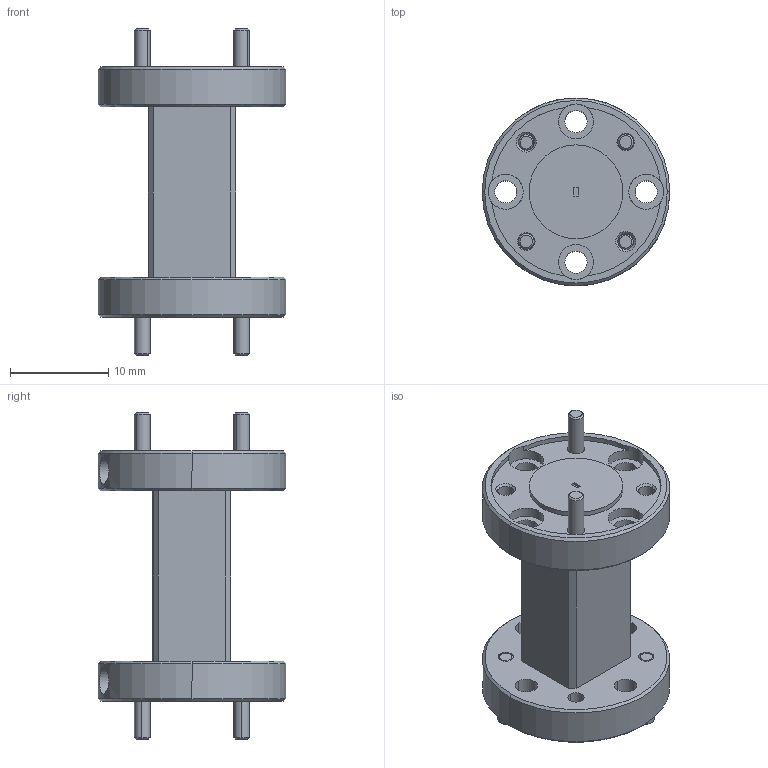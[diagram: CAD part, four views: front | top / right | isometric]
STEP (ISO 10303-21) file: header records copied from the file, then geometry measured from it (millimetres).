
FILE_DESCRIPTION (( 'STEP AP203' ), '1' );
FILE_NAME ('TA-F03-A.STEP', '2022-04-07T21:52:59', ( '' ), ( '' ), 'SwSTEP 2.0', 'SolidWorks 2021', '' );
FILE_SCHEMA (( 'CONFIG_CONTROL_DESIGN' ));
Length unit declared in the file: inch
Products named in the file (1): TA-F03-A
Bounding box: 19.05 x 19.05 x 33.15 mm (x, y, z)
Volume: 3140.4 mm3; surface area: 2872.4 mm2
Topology: 5 solids, 5 shells, 381 faces, 830 edges, 492 vertices
Faces by surface type: cone 139, plane 135, cylinder 107
Entity records: 10811 total; most frequent: CARTESIAN_POINT 2236, DIRECTION 1880, ORIENTED_EDGE 1660, EDGE_CURVE 830, AXIS2_PLACEMENT_3D 742, VERTEX_POINT 492, EDGE_LOOP 446, VECTOR 396
